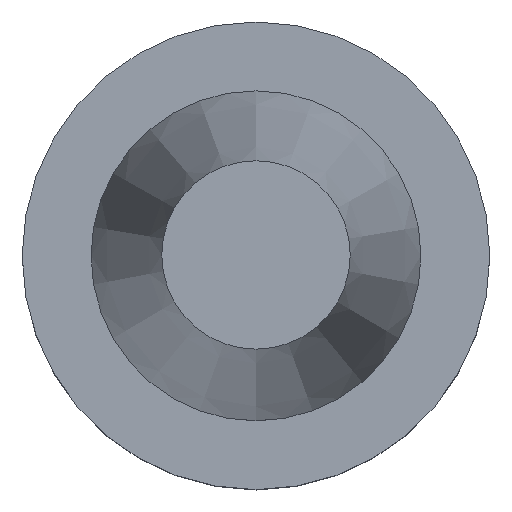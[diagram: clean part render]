
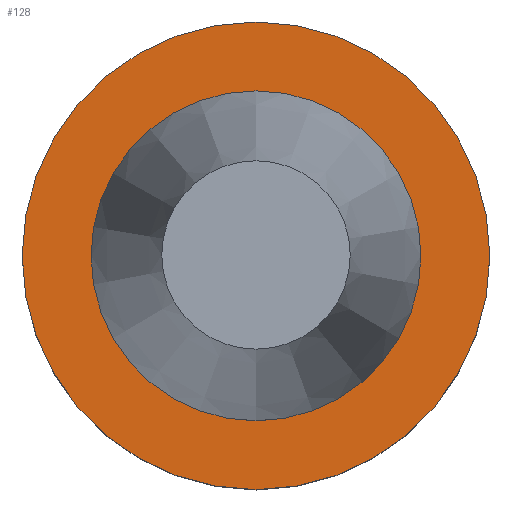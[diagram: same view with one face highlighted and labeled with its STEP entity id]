
A CAD part, top view. The second image highlights one B-rep face of the part: STEP entity #128.
In plain terms, the highlighted planar face has unit normal (0, 0, 1).
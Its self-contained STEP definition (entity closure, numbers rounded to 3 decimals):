
#79=EDGE_CURVE('Unnamed[1]',#190,#190,#191,.T.);
#128=ADVANCED_FACE('Unnamed[1]',(#264,#265),#266,.T.);
#135=EDGE_CURVE('Unnamed[1]',#276,#276,#277,.T.);
#190=VERTEX_POINT('',#332);
#191=CIRCLE('',#333,22.225);
#264=FACE_OUTER_BOUND('',#424,.T.);
#265=FACE_BOUND('',#425,.T.);
#266=PLANE('',#426);
#276=VERTEX_POINT('',#439);
#277=CIRCLE('',#440,31.5);
#332=CARTESIAN_POINT('',(0.,22.225,-1.));
#333=AXIS2_PLACEMENT_3D('',#484,#485,#486);
#424=EDGE_LOOP('',(#565));
#425=EDGE_LOOP('',(#566));
#426=AXIS2_PLACEMENT_3D('',#567,#568,#569);
#439=CARTESIAN_POINT('',(0.,31.5,-1.));
#440=AXIS2_PLACEMENT_3D('',#579,#580,#581);
#484=CARTESIAN_POINT('',(0.,0.,-1.));
#485=DIRECTION('',(0.,0.,-1.0));
#486=DIRECTION('',(0.,1.0,0.));
#565=ORIENTED_EDGE('',*,*,#135,.F.);
#566=ORIENTED_EDGE('',*,*,#79,.T.);
#567=CARTESIAN_POINT('',(0.,26.862,-1.));
#568=DIRECTION('',(0.,0.,1.0));
#569=DIRECTION('',(0.,-1.0,0.));
#579=CARTESIAN_POINT('',(0.,0.,-1.));
#580=DIRECTION('',(0.,0.,-1.0));
#581=DIRECTION('',(0.,1.0,0.));
